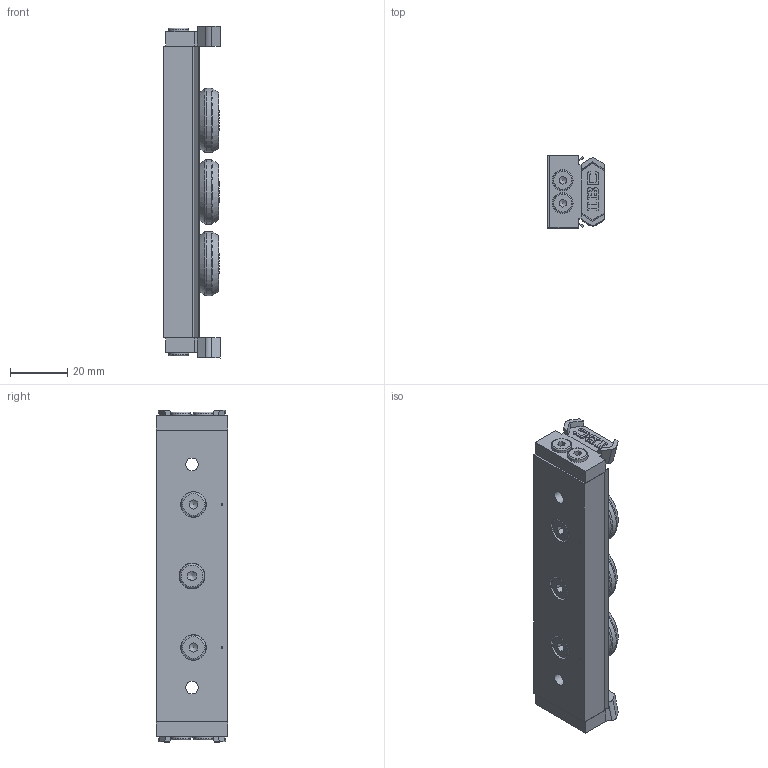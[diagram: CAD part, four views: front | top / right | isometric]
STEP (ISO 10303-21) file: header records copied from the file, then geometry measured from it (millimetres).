
FILE_DESCRIPTION((''),'2;1');
FILE_NAME('CN 28H-21.2RS.AXS.stp','2011-02-21T14:08:48',('MKoza'),(''),'Autodesk Inventor 2009','Autodesk Inventor 2009','');
FILE_SCHEMA(('AUTOMOTIVE_DESIGN { 1 0 10303 214 1 1 1 1 }'));
Length unit declared in the file: millimetre
Products named in the file (7): CN 28H-.2RS.AXS; LL.CN 28H-21; ABS X28H; DIN 7984 M4 x 8; CBRS(E) 23-28H.2RS; DIN 7984 M5 x 8; Abstreiferlippe
Assembly tree (15 placements, depth 2):
  CN 28H-.2RS.AXS
    LL.CN 28H-21
    ABS X28H  x2
    DIN 7984 M4 x 8  x4
    CBRS(E) 23-28H.2RS  x3
    DIN 7984 M5 x 8  x3
    Abstreiferlippe  x2
Bounding box: 19.7 x 25 x 116.01 mm (x, y, z)
Volume: 37544.7 mm3; surface area: 24225.3 mm2
Topology: 15 solids, 15 shells, 424 faces, 1016 edges, 658 vertices
Faces by surface type: plane 262, cylinder 63, bspline 57, cone 23, torus 19
Full cylindrical faces by diameter (mm): 4 x4, 5 x3, 7 x7, 8.5 x3, 10 x3, 22.4 x3
Entity records: 6179 total; most frequent: CARTESIAN_POINT 1584, DIRECTION 879, ORIENTED_EDGE 834, EDGE_CURVE 417, VERTEX_POINT 300, AXIS2_PLACEMENT_3D 293, VECTOR 293, LINE 293
